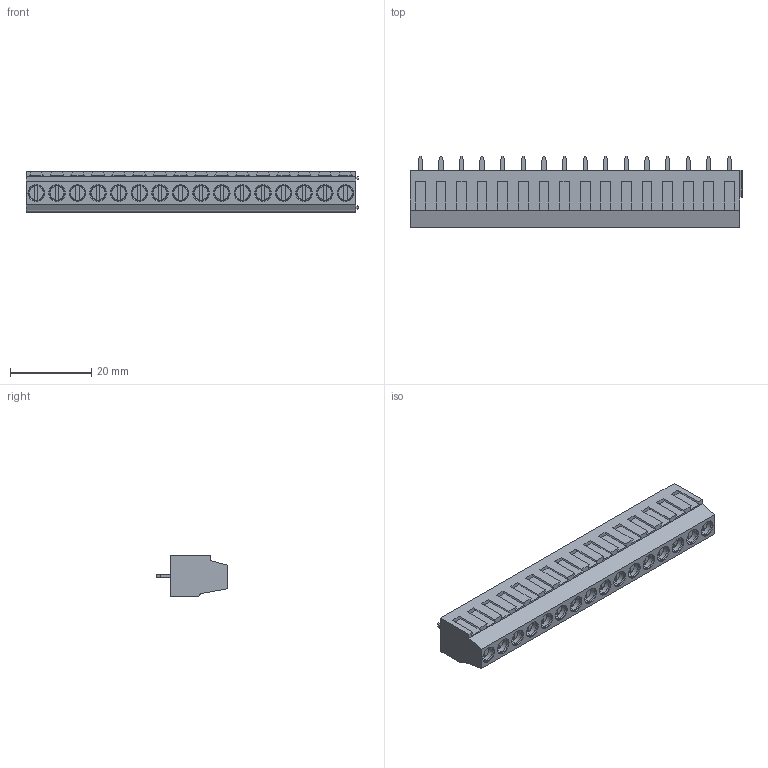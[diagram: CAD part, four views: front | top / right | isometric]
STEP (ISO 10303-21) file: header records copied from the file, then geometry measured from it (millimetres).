
FILE_DESCRIPTION((''),'2;1');
FILE_NAME('DB128L-508-2P','2022-06-03T',('86134'),(''),'PRO/ENGINEER BY PARAMETRIC TECHNOLOGY CORPORATION, 2010280','PRO/ENGINEER BY PARAMETRIC TECHNOLOGY CORPORATION, 2010280','');
FILE_SCHEMA(('CONFIG_CONTROL_DESIGN'));
Length unit declared in the file: millimetre
Products named in the file (1): DB128L-508-2P
Bounding box: 81.85 x 17.6 x 10.1 mm (x, y, z)
Volume: 9255.3 mm3; surface area: 6509.7 mm2
Topology: 1 solids, 65 shells, 1185 faces, 2813 edges, 1835 vertices
Faces by surface type: plane 772, cylinder 213, torus 96, cone 64, bspline 32, extrusion 8
Entity records: 38769 total; most frequent: CARTESIAN_POINT 11494, ORIENTED_EDGE 5626, DIRECTION 5492, EDGE_CURVE 2813, AXIS2_PLACEMENT_3D 1872, VERTEX_POINT 1835, VECTOR 1748, LINE 1740
